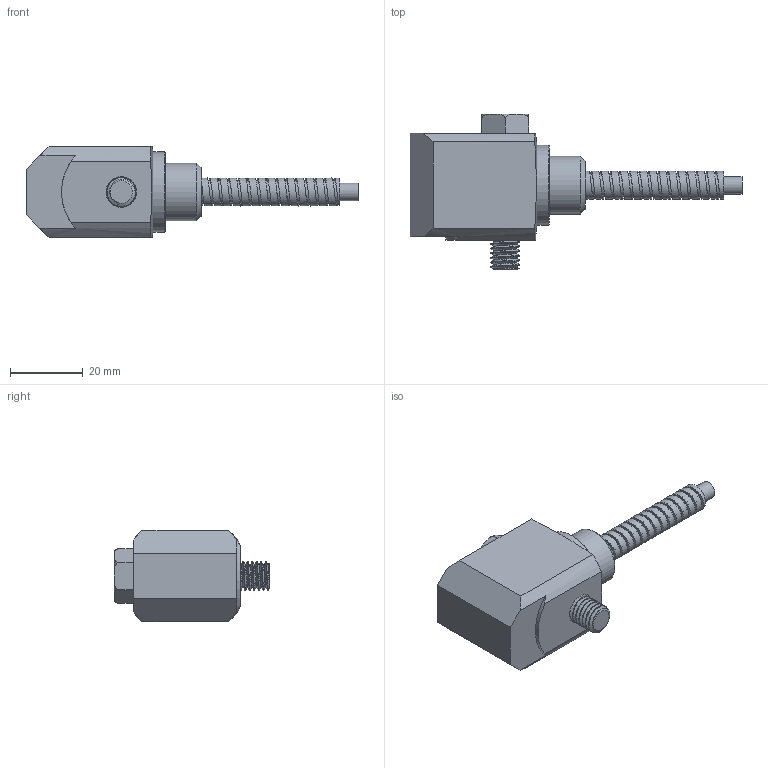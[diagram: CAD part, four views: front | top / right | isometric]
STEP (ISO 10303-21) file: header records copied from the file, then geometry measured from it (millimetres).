
FILE_DESCRIPTION(/* description */ (''),/* implementation_level */ '2;1');
FILE_NAME(/* name */ 'MASTER_M8_SIDE_EXIT_ARMORED_LARGE.stp',/* time_stamp */ '2017-04-26T13:50:05-04:00',/* author */ ('aneininger'),/* organization */ (''),/* preprocessor_version */ 'ST-DEVELOPER v16.5',/* originating_system */ 'Autodesk Inventor 2017',/* authorisation */ '');
FILE_SCHEMA (('AUTOMOTIVE_DESIGN { 1 0 10303 214 3 1 1 }'));
Length unit declared in the file: inch
Products named in the file (3): MASTER_M8_SIDE_EXIT_ARMORED_LARGE_STEP; MASTER_M8_SIDE_EXIT_ARMORED_LARGE; ACP32088
Assembly tree (2 placements, depth 2):
  MASTER_M8_SIDE_EXIT_ARMORED_LARGE_STEP
    MASTER_M8_SIDE_EXIT_ARMORED_LARGE
    ACP32088
Bounding box: 91.36 x 42.89 x 25.15 mm (x, y, z)
Volume: 28273.8 mm3; surface area: 12321.3 mm2
Topology: 2 solids, 2 shells, 299 faces, 655 edges, 427 vertices
Faces by surface type: plane 147, cylinder 103, bspline 29, cone 11, torus 9
Full cylindrical faces by diameter (mm): 0.127 x19, 0.203 x38, 1.27 x1, 1.587 x2, 4.826 x1, 5.105 x1, 6.274 x1, 6.655 x1, 8.407 x1, 11.43 x2, 12.7 x1, 15.875 x1, 22.047 x1
Entity records: 17068 total; most frequent: CARTESIAN_POINT 10429, DIRECTION 1277, ORIENTED_EDGE 1124, EDGE_CURVE 561, AXIS2_PLACEMENT_3D 548, EDGE_LOOP 462, VERTEX_POINT 417, STYLED_ITEM 301
